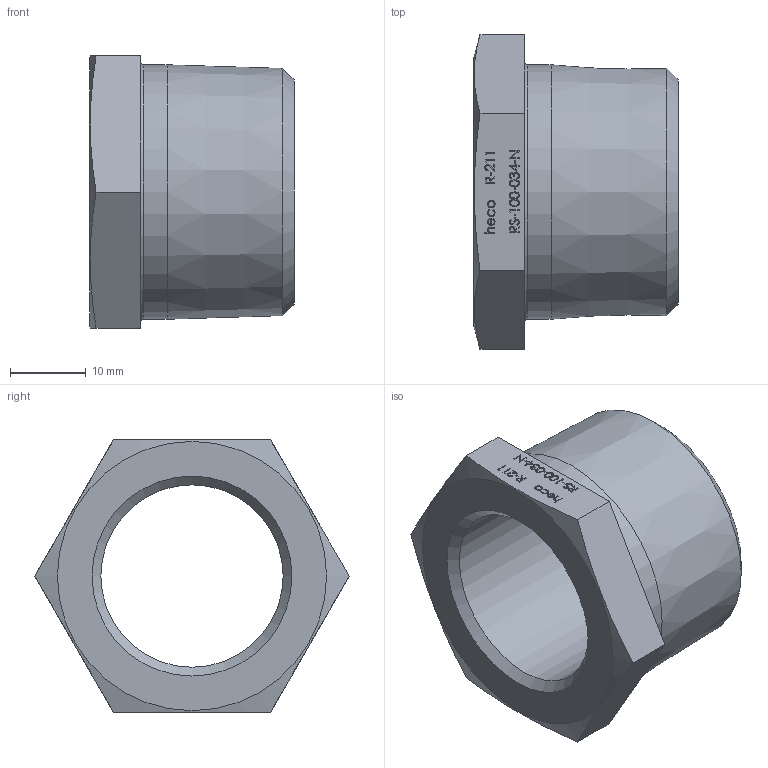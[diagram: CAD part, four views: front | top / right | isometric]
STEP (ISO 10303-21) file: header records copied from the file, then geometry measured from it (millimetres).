
FILE_DESCRIPTION (( 'STEP AP214' ), '1' );
FILE_NAME ('RS-100-034-N R-211 Reduzierstück 2011.STEP', '2020-11-09T11:01:04', ( '' ), ( '' ), 'SwSTEP 2.0', 'SolidWorks 2019', '' );
FILE_SCHEMA (( 'AUTOMOTIVE_DESIGN' ));
Length unit declared in the file: millimetre
Products named in the file (1): RS-100-034-N R-211 Reduzierstück 2011
Bounding box: 27 x 41.57 x 36.01 mm (x, y, z)
Volume: 12543 mm3; surface area: 6041.6 mm2
Topology: 1 solids, 1 shells, 256 faces, 668 edges, 444 vertices
Faces by surface type: plane 141, bspline 107, cone 5, cylinder 2, torus 1
Full cylindrical faces by diameter (mm): 24.117 x1, 33.649 x1
Entity records: 16415 total; most frequent: CARTESIAN_POINT 8322, ORIENTED_EDGE 1316, DIRECTION 748, EDGE_CURVE 658, VERTEX_POINT 442, LINE 428, VECTOR 428, EDGE_LOOP 296
